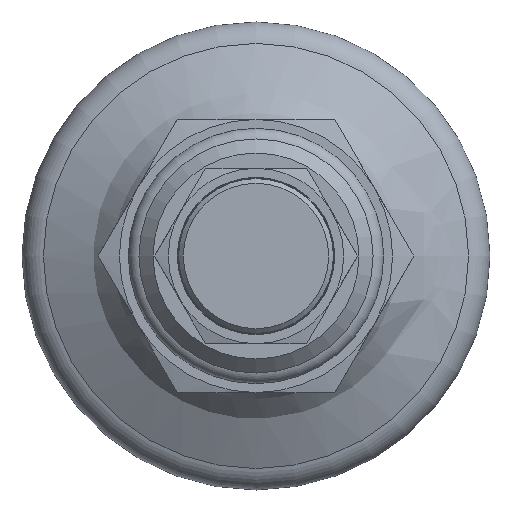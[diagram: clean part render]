
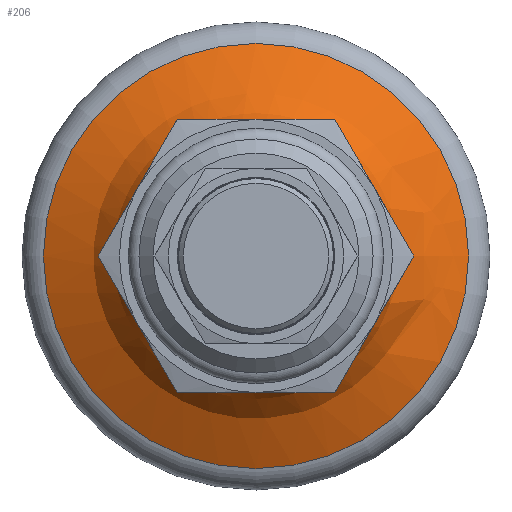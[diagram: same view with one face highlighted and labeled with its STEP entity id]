
A CAD part, front view. The second image highlights one B-rep face of the part: STEP entity #206.
In plain terms, the highlighted free-form (B-spline) face has degree [2, 2] with [5, 9] control points.
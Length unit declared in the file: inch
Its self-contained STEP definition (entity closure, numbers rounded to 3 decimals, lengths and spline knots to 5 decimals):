
#124=CARTESIAN_POINT('',(0.68112,0.62933,0.0));
#125=VERTEX_POINT('',#124);
#126=CARTESIAN_POINT('',(0.0,0.62933,0.0));
#127=DIRECTION('',(0.0,-1.0,0.0));
#128=DIRECTION('',(1.0,0.0,0.0));
#129=AXIS2_PLACEMENT_3D('',#126,#127,#128);
#130=CIRCLE('',#129,0.68112);
#131=EDGE_CURVE('',#125,#125,#130,.T.);
#139=CARTESIAN_POINT('',(0.,0.2405,0.375));
#140=CARTESIAN_POINT('',(0.,0.6405,0.375));
#141=CARTESIAN_POINT('',(0.,0.6405,0.775));
#142=CARTESIAN_POINT('',(0.,0.6405,1.175));
#143=CARTESIAN_POINT('',(0.,0.2405,1.175));
#144=CARTESIAN_POINT('',(-0.375,0.2405,0.375));
#145=CARTESIAN_POINT('',(-0.375,0.6405,0.375));
#146=CARTESIAN_POINT('',(-0.775,0.6405,0.775));
#147=CARTESIAN_POINT('',(-1.175,0.6405,1.175));
#148=CARTESIAN_POINT('',(-1.175,0.2405,1.175));
#149=CARTESIAN_POINT('',(-0.375,0.2405,0.));
#150=CARTESIAN_POINT('',(-0.375,0.6405,0.));
#151=CARTESIAN_POINT('',(-0.775,0.6405,0.));
#152=CARTESIAN_POINT('',(-1.175,0.6405,0.));
#153=CARTESIAN_POINT('',(-1.175,0.2405,0.));
#154=CARTESIAN_POINT('',(-0.375,0.2405,-0.375));
#155=CARTESIAN_POINT('',(-0.375,0.6405,-0.375));
#156=CARTESIAN_POINT('',(-0.775,0.6405,-0.775));
#157=CARTESIAN_POINT('',(-1.175,0.6405,-1.175));
#158=CARTESIAN_POINT('',(-1.175,0.2405,-1.175));
#159=CARTESIAN_POINT('',(0.,0.2405,-0.375));
#160=CARTESIAN_POINT('',(0.,0.6405,-0.375));
#161=CARTESIAN_POINT('',(0.,0.6405,-0.775));
#162=CARTESIAN_POINT('',(0.,0.6405,-1.175));
#163=CARTESIAN_POINT('',(0.,0.2405,-1.175));
#164=CARTESIAN_POINT('',(0.375,0.2405,-0.375));
#165=CARTESIAN_POINT('',(0.375,0.6405,-0.375));
#166=CARTESIAN_POINT('',(0.775,0.6405,-0.775));
#167=CARTESIAN_POINT('',(1.175,0.6405,-1.175));
#168=CARTESIAN_POINT('',(1.175,0.2405,-1.175));
#169=CARTESIAN_POINT('',(0.375,0.2405,0.));
#170=CARTESIAN_POINT('',(0.375,0.6405,0.));
#171=CARTESIAN_POINT('',(0.775,0.6405,0.));
#172=CARTESIAN_POINT('',(1.175,0.6405,0.));
#173=CARTESIAN_POINT('',(1.175,0.2405,0.));
#174=CARTESIAN_POINT('',(0.375,0.2405,0.375));
#175=CARTESIAN_POINT('',(0.375,0.6405,0.375));
#176=CARTESIAN_POINT('',(0.775,0.6405,0.775));
#177=CARTESIAN_POINT('',(1.175,0.6405,1.175));
#178=CARTESIAN_POINT('',(1.175,0.2405,1.175));
#179=CARTESIAN_POINT('',(0.,0.2405,0.375));
#180=CARTESIAN_POINT('',(0.,0.6405,0.375));
#181=CARTESIAN_POINT('',(0.,0.6405,0.775));
#182=CARTESIAN_POINT('',(0.,0.6405,1.175));
#183=CARTESIAN_POINT('',(0.,0.2405,1.175));
#191=(BOUNDED_SURFACE()B_SPLINE_SURFACE(2,2,((#139,#144,#149,#154,#159,#164,#169,#174,#179),(#140,#145,#150,#155,#160,#165,#170,#175,#180),(#141,#146,#151,#156,#161,#166,#171,#176,#181),(#142,#147,#152,#157,#162,#167,#172,#177,#182),(#143,#148,#153,#158,#163,#168,#173,#178,#183)),.UNSPECIFIED.,.F.,.T.,.U.)B_SPLINE_SURFACE_WITH_KNOTS((3,2,3),(3,2,2,2,3),(-3.14159,-1.5708,0.),(0.0,1.5708,3.14159,4.71239,6.28319),.UNSPECIFIED.)GEOMETRIC_REPRESENTATION_ITEM()RATIONAL_B_SPLINE_SURFACE(((1.0,0.707,1.0,0.707,1.0,0.707,1.0,0.707,1.0),(0.707,0.5,0.707,0.5,0.707,0.5,0.707,0.5,0.707),(1.0,0.707,1.0,0.707,1.0,0.707,1.0,0.707,1.0),(0.707,0.5,0.707,0.5,0.707,0.5,0.707,0.5,0.707),(1.0,0.707,1.0,0.707,1.0,0.707,1.0,0.707,1.0)))REPRESENTATION_ITEM('')SURFACE());
#192=CARTESIAN_POINT('',(0.375,0.2405,0.0));
#193=VERTEX_POINT('',#192);
#194=CARTESIAN_POINT('',(0.0,0.2405,0.0));
#195=DIRECTION('',(0.0,-1.0,0.0));
#196=DIRECTION('',(1.0,0.0,0.0));
#197=AXIS2_PLACEMENT_3D('',#194,#195,#196);
#198=CIRCLE('',#197,0.375);
#199=EDGE_CURVE('',#193,#193,#198,.T.);
#200=ORIENTED_EDGE('',*,*,#199,.F.);
#201=EDGE_LOOP('',(#200));
#202=FACE_OUTER_BOUND('',#201,.T.);
#203=ORIENTED_EDGE('',*,*,#131,.T.);
#204=EDGE_LOOP('',(#203));
#205=FACE_BOUND('',#204,.T.);
#206=ADVANCED_FACE('',(#202,#205),#191,.T.);
